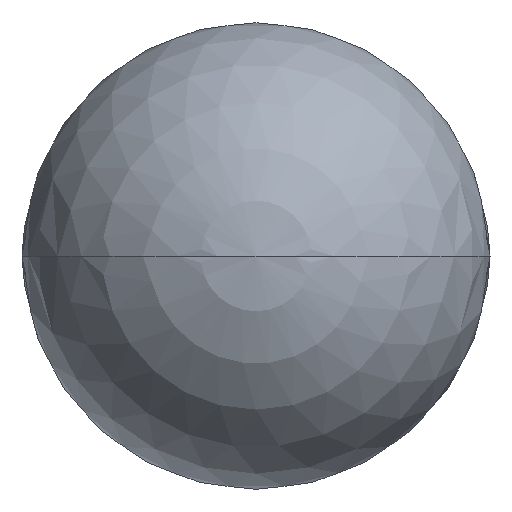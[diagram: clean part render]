
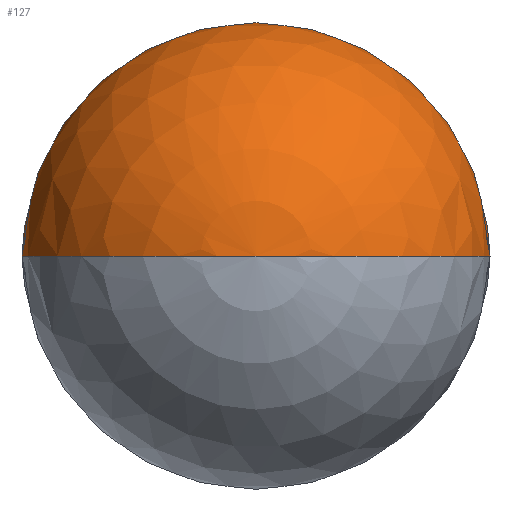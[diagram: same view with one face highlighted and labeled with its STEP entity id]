
A CAD part, front view. The second image highlights one B-rep face of the part: STEP entity #127.
In plain terms, the highlighted spherical face has radius 2.5 mm.
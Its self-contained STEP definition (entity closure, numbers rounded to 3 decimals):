
#29=CARTESIAN_POINT('',(0.,-66.677,0.));
#30=DIRECTION('',(0.,1.,0.));
#31=DIRECTION('',(-1.,0.,0.));
#32=AXIS2_PLACEMENT_3D('',#29,#30,#31);
#34=CARTESIAN_POINT('',(0.,-69.078,0.));
#35=DIRECTION('',(0.,0.,1.));
#36=DIRECTION('',(-0.278,0.961,0.));
#37=AXIS2_PLACEMENT_3D('',#34,#35,#36);
#39=CARTESIAN_POINT('',(0.,-69.078,0.));
#40=DIRECTION('',(0.,0.,-1.));
#41=DIRECTION('',(0.278,0.961,0.));
#42=AXIS2_PLACEMENT_3D('',#39,#40,#41);
#53=CARTESIAN_POINT('',(-0.695,-66.677,0.));
#54=VERTEX_POINT('',#53);
#55=CARTESIAN_POINT('',(0.,-71.578,0.));
#56=VERTEX_POINT('',#55);
#59=CARTESIAN_POINT('',(0.695,-66.677,0.));
#60=VERTEX_POINT('',#59);
#115=CARTESIAN_POINT('',(0.,-69.078,0.));
#116=DIRECTION('',(0.,1.,0.));
#117=DIRECTION('',(1.,0.,0.));
#118=AXIS2_PLACEMENT_3D('',#115,#116,#117);
#119=SPHERICAL_SURFACE('',#118,2.5);
#121=ORIENTED_EDGE('',*,*,#120,.F.);
#122=ORIENTED_EDGE('',*,*,#110,.T.);
#124=ORIENTED_EDGE('',*,*,#123,.T.);
#125=EDGE_LOOP('',(#121,#122,#124));
#126=FACE_OUTER_BOUND('',#125,.F.);
#127=ADVANCED_FACE('',(#126),#119,.T.);
#33=CIRCLE('',#32,0.695);
#38=CIRCLE('',#37,2.5);
#43=CIRCLE('',#42,2.5);
#110=EDGE_CURVE('',#54,#60,#33,.T.);
#120=EDGE_CURVE('',#54,#56,#38,.T.);
#123=EDGE_CURVE('',#60,#56,#43,.T.);
